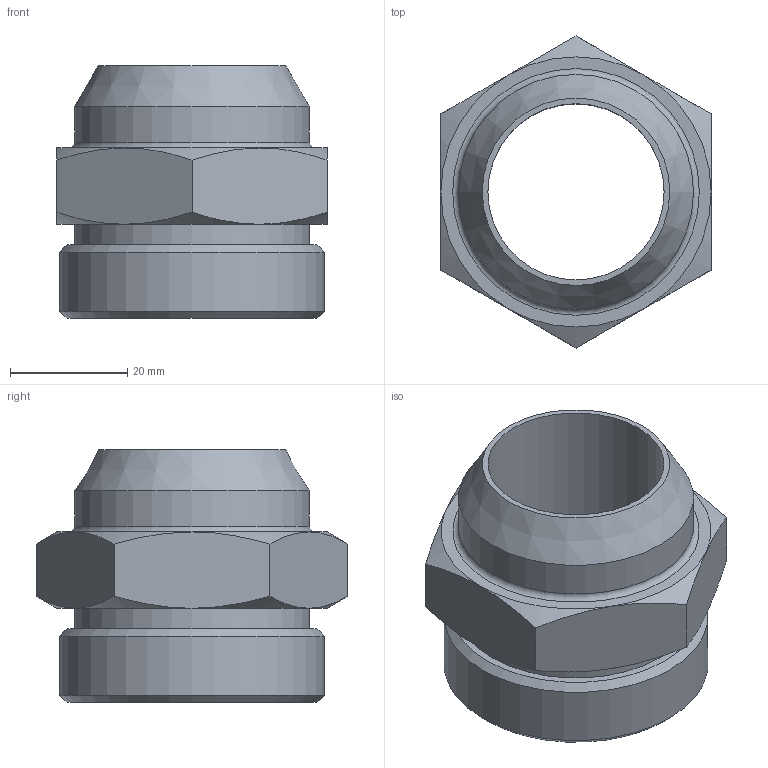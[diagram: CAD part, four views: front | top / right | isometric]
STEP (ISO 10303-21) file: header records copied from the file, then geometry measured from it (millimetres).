
FILE_DESCRIPTION(/* description */ ('STEP AP203'),/* implementation_level */ '2;1');
FILE_NAME(/* name */ 'Weld-On Stud AV 35-01',/* time_stamp */ '2023-09-25T08:14:24+02:00',/* author */ ('License CC BY-ND 4.0'),/* organization */ ('CADENAS'),/* preprocessor_version */ 'ST-DEVELOPER v19.3',/* originating_system */ 'PARTsolutions',/* authorisation */ ' ');
FILE_SCHEMA (('CONFIG_CONTROL_DESIGN'));
Length unit declared in the file: millimetre
Products named in the file (1): Schweissstutzen AV 35-01
Bounding box: 46 x 53.12 x 43 mm (x, y, z)
Volume: 29967.6 mm3; surface area: 12197.9 mm2
Topology: 1 solids, 1 shells, 34 faces, 67 edges, 39 vertices
Faces by surface type: cone 16, plane 12, cylinder 5, torus 1
Full cylindrical faces by diameter (mm): 30 x1, 35 x1, 40 x2, 45 x1
Entity records: 878 total; most frequent: CARTESIAN_POINT 211, DIRECTION 130, ORIENTED_EDGE 114, AXIS2_PLACEMENT_3D 62, EDGE_CURVE 57, EDGE_LOOP 50, FACE_BOUND 50, VERTEX_POINT 39
